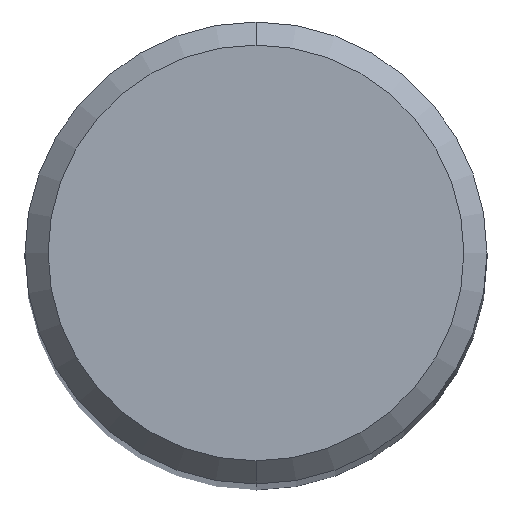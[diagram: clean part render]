
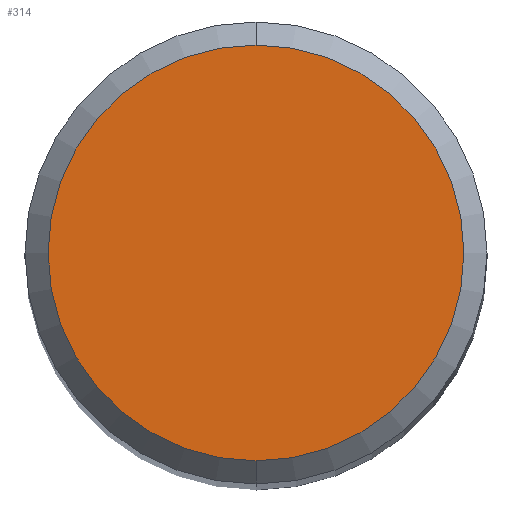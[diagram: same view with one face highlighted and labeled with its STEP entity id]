
A CAD part, top view. The second image highlights one B-rep face of the part: STEP entity #314.
In plain terms, the highlighted planar face has unit normal (0, 0, 1).
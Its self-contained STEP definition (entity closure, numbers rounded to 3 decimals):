
#170=EDGE_CURVE('',#268,#316,#414,.T.);
#268=VERTEX_POINT('',#527);
#294=EDGE_CURVE('',#316,#268,#556,.T.);
#314=ADVANCED_FACE('',(#578),#579,.T.);
#316=VERTEX_POINT('',#581);
#414=CIRCLE('',#685,3.6);
#527=CARTESIAN_POINT('',(0.0,3.6,0.0));
#556=CIRCLE('',#877,3.6);
#578=FACE_OUTER_BOUND('',#905,.T.);
#579=PLANE('',#906);
#581=CARTESIAN_POINT('',(0.,-3.6,0.0));
#685=AXIS2_PLACEMENT_3D('',#1016,#1017,#1018);
#877=AXIS2_PLACEMENT_3D('',#1212,#1213,#1214);
#905=EDGE_LOOP('',(#1237,#1238));
#906=AXIS2_PLACEMENT_3D('',#1239,#1240,#1241);
#1016=CARTESIAN_POINT('',(0.0,0.0,0.0));
#1017=DIRECTION('',(0.0,0.0,-1.0));
#1018=DIRECTION('',(0.0,1.0,0.0));
#1212=CARTESIAN_POINT('',(0.0,0.0,0.0));
#1213=DIRECTION('',(0.0,0.0,-1.0));
#1214=DIRECTION('',(0.0,1.0,0.0));
#1237=ORIENTED_EDGE('',*,*,#170,.F.);
#1238=ORIENTED_EDGE('',*,*,#294,.F.);
#1239=CARTESIAN_POINT('',(0.0,1.8,0.0));
#1240=DIRECTION('',(-0.0,0.0,1.0));
#1241=DIRECTION('',(0.0,-1.0,0.0));
